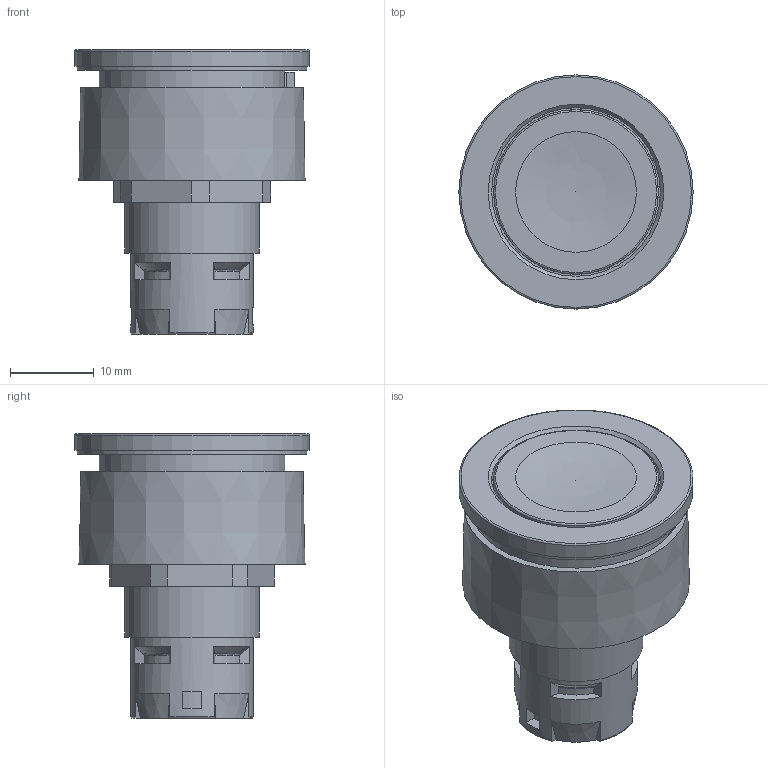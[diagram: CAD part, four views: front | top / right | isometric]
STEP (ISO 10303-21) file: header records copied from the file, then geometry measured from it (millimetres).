
FILE_DESCRIPTION(/* description */ (''),/* implementation_level */ '2;1');
FILE_NAME(/* name */ 'RXJT_ipt.stp',/* time_stamp */ '2019-09-17T08:02:50+02:00',/* author */ ('thagel'),/* organization */ (''),/* preprocessor_version */ 'ST-DEVELOPER v17.2',/* originating_system */ 'Autodesk Inventor 2019',/* authorisation */ '');
FILE_SCHEMA (('AUTOMOTIVE_DESIGN { 1 0 10303 214 3 1 1 }'));
Length unit declared in the file: millimetre
Products named in the file (1): RSKUV
Bounding box: 27.9 x 27.9 x 33.95 mm (x, y, z)
Volume: 10717.2 mm3; surface area: 5866.8 mm2
Topology: 1 solids, 4 shells, 149 faces, 411 edges, 281 vertices
Faces by surface type: plane 93, cylinder 27, cone 15, torus 13, sphere 1
Full cylindrical faces by diameter (mm): 12.1 x1, 14.6 x1, 16 x2, 16.5 x1, 19.6 x1, 20.1 x1, 22.15 x1, 25 x1, 27.4 x1, 27.9 x1
Entity records: 4919 total; most frequent: CARTESIAN_POINT 973, DIRECTION 834, ORIENTED_EDGE 820, EDGE_CURVE 410, AXIS2_PLACEMENT_3D 310, VERTEX_POINT 281, LINE 214, VECTOR 214
